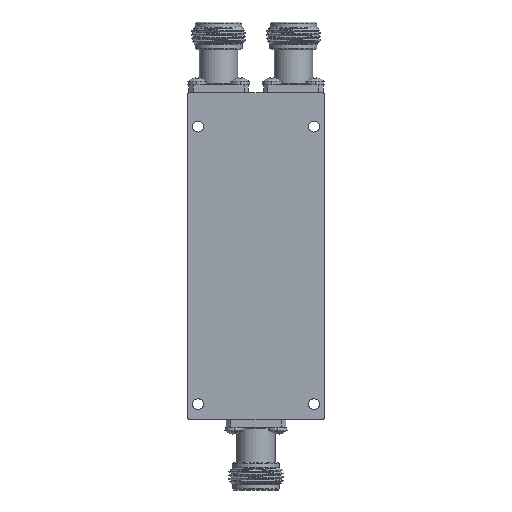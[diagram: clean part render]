
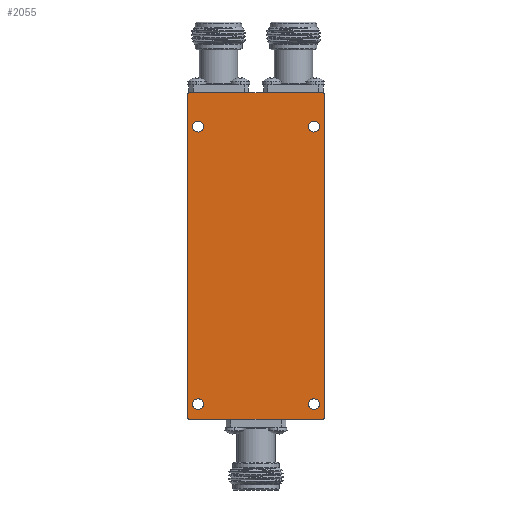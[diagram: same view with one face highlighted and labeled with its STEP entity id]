
A CAD part, front view. The second image highlights one B-rep face of the part: STEP entity #2055.
In plain terms, the highlighted planar face has unit normal (0, -1, 0).
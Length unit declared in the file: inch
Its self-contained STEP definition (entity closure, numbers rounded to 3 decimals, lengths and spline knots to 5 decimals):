
#138 = ORIENTED_EDGE ( 'NONE', *, *, #26834, .T. ) ;
#385 = CARTESIAN_POINT ( 'NONE',  ( -0.7674, -0.3937, -1.88976 ) ) ;
#557 = DIRECTION ( 'NONE',  ( 0., 0., -1. ) ) ;
#681 = DIRECTION ( 'NONE',  ( 0., 0., 1. ) ) ;
#1113 = CARTESIAN_POINT ( 'NONE',  ( 0.7674, -0.3937, -1.88976 ) ) ;
#1316 = AXIS2_PLACEMENT_3D ( 'NONE', #8428, #18198, #681 ) ;
#1835 = VECTOR ( 'NONE', #32958, 39.37008 ) ;
#1837 = CIRCLE ( 'NONE', #28713, 0.06299 ) ;
#1979 = LINE ( 'NONE', #19982, #1835 ) ;
#2055 = ADVANCED_FACE ( 'NONE', ( #9066, #19334, #29627, #6540, #16788 ), #27103, .T. ) ;
#2421 = AXIS2_PLACEMENT_3D ( 'NONE', #11809, #22105, #27852 ) ;
#2685 = AXIS2_PLACEMENT_3D ( 'NONE', #12165, #32748, #557 ) ;
#2893 = CARTESIAN_POINT ( 'NONE',  ( -0.66929, -0.3937, -1.64961 ) ) ;
#3554 = ORIENTED_EDGE ( 'NONE', *, *, #5697, .F. ) ;
#3670 = CIRCLE ( 'NONE', #6883, 0.02 ) ;
#4038 = CARTESIAN_POINT ( 'NONE',  ( -0.7674, -0.3937, 1.86976 ) ) ;
#4893 = VERTEX_POINT ( 'NONE', #385 ) ;
#5013 = EDGE_LOOP ( 'NONE', ( #17138, #25214 ) ) ;
#5332 = CARTESIAN_POINT ( 'NONE',  ( 0.7874, -0.3937, 1.86976 ) ) ;
#5348 = AXIS2_PLACEMENT_3D ( 'NONE', #7642, #31215, #10792 ) ;
#5447 = DIRECTION ( 'NONE',  ( 0., 1., 0. ) ) ;
#5697 = EDGE_CURVE ( 'NONE', #4893, #6412, #12862, .T. ) ;
#6040 = EDGE_CURVE ( 'NONE', #29160, #14469, #6416, .T. ) ;
#6370 = ORIENTED_EDGE ( 'NONE', *, *, #25044, .F. ) ;
#6412 = VERTEX_POINT ( 'NONE', #25697 ) ;
#6416 = LINE ( 'NONE', #32682, #18263 ) ;
#6515 = DIRECTION ( 'NONE',  ( 0., 1., 0. ) ) ;
#6540 = FACE_BOUND ( 'NONE', #24709, .T. ) ;
#6586 = DIRECTION ( 'NONE',  ( 0., 1., 0. ) ) ;
#6721 = AXIS2_PLACEMENT_3D ( 'NONE', #13008, #15373, #30912 ) ;
#6877 = ORIENTED_EDGE ( 'NONE', *, *, #7458, .F. ) ;
#6883 = AXIS2_PLACEMENT_3D ( 'NONE', #32759, #9669, #19945 ) ;
#6965 = EDGE_CURVE ( 'NONE', #8460, #9392, #24191, .T. ) ;
#7265 = DIRECTION ( 'NONE',  ( 0., 1., 0. ) ) ;
#7458 = EDGE_CURVE ( 'NONE', #6412, #28106, #10143, .T. ) ;
#7642 = CARTESIAN_POINT ( 'NONE',  ( 0.7674, -0.3937, -1.86976 ) ) ;
#8079 = AXIS2_PLACEMENT_3D ( 'NONE', #11780, #6586, #9274 ) ;
#8428 = CARTESIAN_POINT ( 'NONE',  ( 0.66929, -0.3937, -1.7126 ) ) ;
#8460 = VERTEX_POINT ( 'NONE', #17173 ) ;
#8602 = CARTESIAN_POINT ( 'NONE',  ( 0.66929, -0.3937, -1.77559 ) ) ;
#8641 = DIRECTION ( 'NONE',  ( 0., 0., 1. ) ) ;
#9058 = EDGE_LOOP ( 'NONE', ( #12433, #26493 ) ) ;
#9066 = FACE_BOUND ( 'NONE', #5013, .T. ) ;
#9225 = CARTESIAN_POINT ( 'NONE',  ( 0.66929, -0.3937, -1.64961 ) ) ;
#9240 = EDGE_CURVE ( 'NONE', #14469, #17649, #12058, .T. ) ;
#9274 = DIRECTION ( 'NONE',  ( 0., 0., 1. ) ) ;
#9392 = VERTEX_POINT ( 'NONE', #32675 ) ;
#9412 = EDGE_CURVE ( 'NONE', #10234, #28955, #30959, .T. ) ;
#9583 = AXIS2_PLACEMENT_3D ( 'NONE', #4038, #14259, #31866 ) ;
#9595 = DIRECTION ( 'NONE',  ( 1., 0., 0. ) ) ;
#9669 = DIRECTION ( 'NONE',  ( 0., 1., 0. ) ) ;
#10088 = DIRECTION ( 'NONE',  ( 0., 1., 0. ) ) ;
#10143 = LINE ( 'NONE', #22765, #23683 ) ;
#10234 = VERTEX_POINT ( 'NONE', #9225 ) ;
#10406 = ORIENTED_EDGE ( 'NONE', *, *, #32560, .F. ) ;
#10532 = CARTESIAN_POINT ( 'NONE',  ( 0.7674, -0.3937, 1.88976 ) ) ;
#10552 = CARTESIAN_POINT ( 'NONE',  ( 0.7874, -0.3937, -1.86976 ) ) ;
#10760 = CARTESIAN_POINT ( 'NONE',  ( 0.7874, -0.3937, 1.86976 ) ) ;
#10792 = DIRECTION ( 'NONE',  ( 0., 0., -1. ) ) ;
#11387 = ORIENTED_EDGE ( 'NONE', *, *, #9240, .F. ) ;
#11512 = VECTOR ( 'NONE', #23490, 39.37008 ) ;
#11731 = ORIENTED_EDGE ( 'NONE', *, *, #22614, .T. ) ;
#11780 = CARTESIAN_POINT ( 'NONE',  ( -0.66929, -0.3937, 1.49606 ) ) ;
#11809 = CARTESIAN_POINT ( 'NONE',  ( 0.66929, -0.3937, 1.49606 ) ) ;
#12058 = CIRCLE ( 'NONE', #6721, 0.02 ) ;
#12067 = EDGE_CURVE ( 'NONE', #14717, #15388, #20798, .T. ) ;
#12165 = CARTESIAN_POINT ( 'NONE',  ( -0.7674, -0.3937, -1.86976 ) ) ;
#12433 = ORIENTED_EDGE ( 'NONE', *, *, #6965, .T. ) ;
#12590 = CIRCLE ( 'NONE', #1316, 0.06299 ) ;
#12602 = VERTEX_POINT ( 'NONE', #10552 ) ;
#12626 = CARTESIAN_POINT ( 'NONE',  ( 0.66929, -0.3937, 1.49606 ) ) ;
#12862 = CIRCLE ( 'NONE', #2685, 0.02 ) ;
#13008 = CARTESIAN_POINT ( 'NONE',  ( 0.7674, -0.3937, 1.86976 ) ) ;
#14259 = DIRECTION ( 'NONE',  ( 0., -1., 0. ) ) ;
#14469 = VERTEX_POINT ( 'NONE', #10532 ) ;
#14717 = VERTEX_POINT ( 'NONE', #23140 ) ;
#15363 = AXIS2_PLACEMENT_3D ( 'NONE', #21546, #23737, #15805 ) ;
#15373 = DIRECTION ( 'NONE',  ( 0., 1., 0. ) ) ;
#15388 = VERTEX_POINT ( 'NONE', #24346 ) ;
#15400 = AXIS2_PLACEMENT_3D ( 'NONE', #12626, #7265, #25122 ) ;
#15805 = DIRECTION ( 'NONE',  ( 0., 0., 1. ) ) ;
#16764 = DIRECTION ( 'NONE',  ( 0., 0., 1. ) ) ;
#16788 = FACE_BOUND ( 'NONE', #9058, .T. ) ;
#16907 = CIRCLE ( 'NONE', #2421, 0.06299 ) ;
#17138 = ORIENTED_EDGE ( 'NONE', *, *, #25784, .T. ) ;
#17173 = CARTESIAN_POINT ( 'NONE',  ( -0.66929, -0.3937, 1.43307 ) ) ;
#17568 = ORIENTED_EDGE ( 'NONE', *, *, #27374, .F. ) ;
#17649 = VERTEX_POINT ( 'NONE', #10760 ) ;
#17829 = DIRECTION ( 'NONE',  ( 0., 0., 1. ) ) ;
#18042 = AXIS2_PLACEMENT_3D ( 'NONE', #20686, #10088, #17829 ) ;
#18198 = DIRECTION ( 'NONE',  ( 0., 1., 0. ) ) ;
#18263 = VECTOR ( 'NONE', #9595, 39.37008 ) ;
#18820 = CARTESIAN_POINT ( 'NONE',  ( -0.7674, -0.3937, 1.88976 ) ) ;
#19307 = CARTESIAN_POINT ( 'NONE',  ( -0.66929, -0.3937, -1.7126 ) ) ;
#19334 = FACE_BOUND ( 'NONE', #32247, .T. ) ;
#19945 = DIRECTION ( 'NONE',  ( 0., 0., -1. ) ) ;
#19982 = CARTESIAN_POINT ( 'NONE',  ( -0.7674, -0.3937, -1.88976 ) ) ;
#20025 = CARTESIAN_POINT ( 'NONE',  ( -0.7874, -0.3937, 1.86976 ) ) ;
#20686 = CARTESIAN_POINT ( 'NONE',  ( 0.66929, -0.3937, -1.7126 ) ) ;
#20798 = CIRCLE ( 'NONE', #15400, 0.06299 ) ;
#21022 = EDGE_LOOP ( 'NONE', ( #17568, #6877, #3554, #6370, #10406, #28406, #11387, #30488 ) ) ;
#21468 = ORIENTED_EDGE ( 'NONE', *, *, #26824, .T. ) ;
#21546 = CARTESIAN_POINT ( 'NONE',  ( -0.66929, -0.3937, -1.7126 ) ) ;
#22105 = DIRECTION ( 'NONE',  ( 0., 1., 0. ) ) ;
#22614 = EDGE_CURVE ( 'NONE', #32999, #24439, #1837, .T. ) ;
#22765 = CARTESIAN_POINT ( 'NONE',  ( -0.7874, -0.3937, 1.86976 ) ) ;
#23081 = CIRCLE ( 'NONE', #5348, 0.02 ) ;
#23140 = CARTESIAN_POINT ( 'NONE',  ( 0.66929, -0.3937, 1.55906 ) ) ;
#23170 = LINE ( 'NONE', #5332, #11512 ) ;
#23261 = DIRECTION ( 'NONE',  ( 0., 0., 1. ) ) ;
#23403 = ORIENTED_EDGE ( 'NONE', *, *, #9412, .T. ) ;
#23490 = DIRECTION ( 'NONE',  ( 0., 0., -1. ) ) ;
#23683 = VECTOR ( 'NONE', #23261, 39.37008 ) ;
#23737 = DIRECTION ( 'NONE',  ( 0., 1., 0. ) ) ;
#24191 = CIRCLE ( 'NONE', #8079, 0.06299 ) ;
#24346 = CARTESIAN_POINT ( 'NONE',  ( 0.66929, -0.3937, 1.43307 ) ) ;
#24439 = VERTEX_POINT ( 'NONE', #2893 ) ;
#24709 = EDGE_LOOP ( 'NONE', ( #11731, #21468 ) ) ;
#25044 = EDGE_CURVE ( 'NONE', #32416, #4893, #1979, .T. ) ;
#25122 = DIRECTION ( 'NONE',  ( 0., 0., 1. ) ) ;
#25214 = ORIENTED_EDGE ( 'NONE', *, *, #12067, .T. ) ;
#25697 = CARTESIAN_POINT ( 'NONE',  ( -0.7874, -0.3937, -1.86976 ) ) ;
#25784 = EDGE_CURVE ( 'NONE', #15388, #14717, #16907, .T. ) ;
#26111 = CARTESIAN_POINT ( 'NONE',  ( -0.66929, -0.3937, -1.77559 ) ) ;
#26211 = EDGE_CURVE ( 'NONE', #17649, #12602, #23170, .T. ) ;
#26493 = ORIENTED_EDGE ( 'NONE', *, *, #30617, .T. ) ;
#26824 = EDGE_CURVE ( 'NONE', #24439, #32999, #27158, .T. ) ;
#26834 = EDGE_CURVE ( 'NONE', #28955, #10234, #12590, .T. ) ;
#27103 = PLANE ( 'NONE',  #9583 ) ;
#27158 = CIRCLE ( 'NONE', #15363, 0.06299 ) ;
#27374 = EDGE_CURVE ( 'NONE', #28106, #29160, #3670, .T. ) ;
#27852 = DIRECTION ( 'NONE',  ( 0., 0., 1. ) ) ;
#28106 = VERTEX_POINT ( 'NONE', #20025 ) ;
#28406 = ORIENTED_EDGE ( 'NONE', *, *, #26211, .F. ) ;
#28494 = CIRCLE ( 'NONE', #29037, 0.06299 ) ;
#28713 = AXIS2_PLACEMENT_3D ( 'NONE', #19307, #6515, #16764 ) ;
#28955 = VERTEX_POINT ( 'NONE', #8602 ) ;
#29037 = AXIS2_PLACEMENT_3D ( 'NONE', #31884, #5447, #8641 ) ;
#29160 = VERTEX_POINT ( 'NONE', #18820 ) ;
#29627 = FACE_OUTER_BOUND ( 'NONE', #21022, .T. ) ;
#30488 = ORIENTED_EDGE ( 'NONE', *, *, #6040, .F. ) ;
#30617 = EDGE_CURVE ( 'NONE', #9392, #8460, #28494, .T. ) ;
#30912 = DIRECTION ( 'NONE',  ( 0., 0., 1. ) ) ;
#30959 = CIRCLE ( 'NONE', #18042, 0.06299 ) ;
#31215 = DIRECTION ( 'NONE',  ( 0., 1., 0. ) ) ;
#31866 = DIRECTION ( 'NONE',  ( 0., 0., -1. ) ) ;
#31884 = CARTESIAN_POINT ( 'NONE',  ( -0.66929, -0.3937, 1.49606 ) ) ;
#32247 = EDGE_LOOP ( 'NONE', ( #138, #23403 ) ) ;
#32416 = VERTEX_POINT ( 'NONE', #1113 ) ;
#32560 = EDGE_CURVE ( 'NONE', #12602, #32416, #23081, .T. ) ;
#32675 = CARTESIAN_POINT ( 'NONE',  ( -0.66929, -0.3937, 1.55906 ) ) ;
#32682 = CARTESIAN_POINT ( 'NONE',  ( -0.7674, -0.3937, 1.88976 ) ) ;
#32748 = DIRECTION ( 'NONE',  ( 0., 1., 0. ) ) ;
#32759 = CARTESIAN_POINT ( 'NONE',  ( -0.7674, -0.3937, 1.86976 ) ) ;
#32958 = DIRECTION ( 'NONE',  ( -1., 0., 0. ) ) ;
#32999 = VERTEX_POINT ( 'NONE', #26111 ) ;
